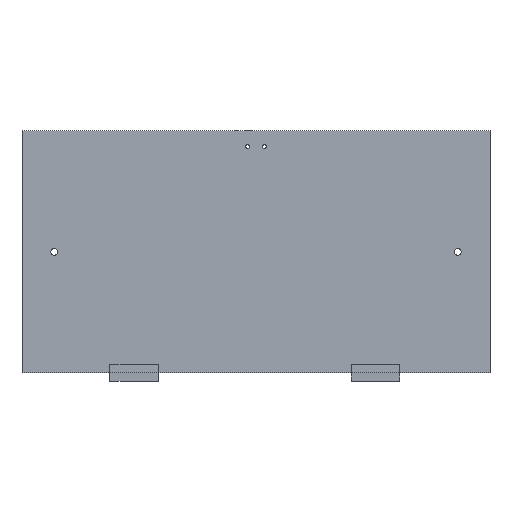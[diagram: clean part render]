
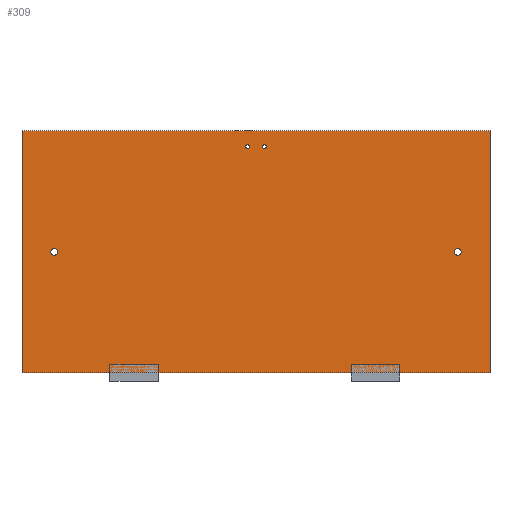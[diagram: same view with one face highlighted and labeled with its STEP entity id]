
A CAD part, top view. The second image highlights one B-rep face of the part: STEP entity #309.
In plain terms, the highlighted planar face has unit normal (0, 0, 1).
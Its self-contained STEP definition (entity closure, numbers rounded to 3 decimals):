
#11 = CARTESIAN_POINT ( 'NONE',  ( -127.1, 0., 5. ) ) ;
#14 = CARTESIAN_POINT ( 'NONE',  ( -5.15, 65.2, 5. ) ) ;
#20 = CARTESIAN_POINT ( 'NONE',  ( -3.9, 65.2, 5. ) ) ;
#22 = CIRCLE ( 'NONE', #807, 1.25 ) ;
#29 = ORIENTED_EDGE ( 'NONE', *, *, #74, .F. ) ;
#32 = EDGE_LOOP ( 'NONE', ( #750, #602 ) ) ;
#39 = FACE_BOUND ( 'NONE', #32, .T. ) ;
#40 = VERTEX_POINT ( 'NONE', #366 ) ;
#41 = DIRECTION ( 'NONE',  ( 1., 0., 0. ) ) ;
#47 = AXIS2_PLACEMENT_3D ( 'NONE', #14, #195, #458 ) ;
#50 = DIRECTION ( 'NONE',  ( -1., 0., 0. ) ) ;
#53 = CIRCLE ( 'NONE', #174, 2.1 ) ;
#58 = DIRECTION ( 'NONE',  ( 0., 0., 1. ) ) ;
#61 = CIRCLE ( 'NONE', #47, 1.25 ) ;
#65 = EDGE_CURVE ( 'NONE', #227, #766, #677, .T. ) ;
#69 = AXIS2_PLACEMENT_3D ( 'NONE', #705, #383, #639 ) ;
#70 = DIRECTION ( 'NONE',  ( 1., 0., 0. ) ) ;
#72 = VECTOR ( 'NONE', #50, 1000. ) ;
#73 = CARTESIAN_POINT ( 'NONE',  ( -145., 75., 5. ) ) ;
#74 = EDGE_CURVE ( 'NONE', #766, #227, #164, .T. ) ;
#76 = CARTESIAN_POINT ( 'NONE',  ( 6.4, 65.2, 5. ) ) ;
#79 = VERTEX_POINT ( 'NONE', #312 ) ;
#82 = ORIENTED_EDGE ( 'NONE', *, *, #304, .T. ) ;
#93 = DIRECTION ( 'NONE',  ( 1., 0., 0. ) ) ;
#96 = LINE ( 'NONE', #490, #577 ) ;
#98 = EDGE_CURVE ( 'NONE', #741, #499, #22, .T. ) ;
#100 = ORIENTED_EDGE ( 'NONE', *, *, #299, .T. ) ;
#101 = DIRECTION ( 'NONE',  ( 1., 0., 0. ) ) ;
#103 = VERTEX_POINT ( 'NONE', #691 ) ;
#104 = CARTESIAN_POINT ( 'NONE',  ( -125., 0., 5. ) ) ;
#119 = ORIENTED_EDGE ( 'NONE', *, *, #648, .F. ) ;
#129 = VECTOR ( 'NONE', #281, 1000. ) ;
#139 = EDGE_LOOP ( 'NONE', ( #553, #150 ) ) ;
#143 = CARTESIAN_POINT ( 'NONE',  ( -6.4, 65.2, 5. ) ) ;
#150 = ORIENTED_EDGE ( 'NONE', *, *, #251, .F. ) ;
#151 = VERTEX_POINT ( 'NONE', #176 ) ;
#164 = CIRCLE ( 'NONE', #198, 2.1 ) ;
#174 = AXIS2_PLACEMENT_3D ( 'NONE', #208, #540, #718 ) ;
#176 = CARTESIAN_POINT ( 'NONE',  ( 145., -75., 5. ) ) ;
#195 = DIRECTION ( 'NONE',  ( 0., 0., 1. ) ) ;
#198 = AXIS2_PLACEMENT_3D ( 'NONE', #233, #58, #767 ) ;
#200 = LINE ( 'NONE', #601, #129 ) ;
#208 = CARTESIAN_POINT ( 'NONE',  ( 125., 0., 5. ) ) ;
#213 = CARTESIAN_POINT ( 'NONE',  ( -145., -75., 5. ) ) ;
#227 = VERTEX_POINT ( 'NONE', #11 ) ;
#229 = EDGE_LOOP ( 'NONE', ( #400, #100, #82, #374 ) ) ;
#233 = CARTESIAN_POINT ( 'NONE',  ( -125., 0., 5. ) ) ;
#251 = EDGE_CURVE ( 'NONE', #499, #741, #61, .T. ) ;
#276 = DIRECTION ( 'NONE',  ( 0., 0., 1. ) ) ;
#280 = DIRECTION ( 'NONE',  ( 1., 0., 0. ) ) ;
#281 = DIRECTION ( 'NONE',  ( 0., 1., 0. ) ) ;
#294 = CARTESIAN_POINT ( 'NONE',  ( -5.15, 65.2, 5. ) ) ;
#299 = EDGE_CURVE ( 'NONE', #349, #483, #690, .T. ) ;
#303 = DIRECTION ( 'NONE',  ( 0., 0., 1. ) ) ;
#304 = EDGE_CURVE ( 'NONE', #483, #40, #96, .T. ) ;
#307 = EDGE_LOOP ( 'NONE', ( #344, #119 ) ) ;
#309 = ADVANCED_FACE ( 'NONE', ( #39, #547, #674, #815, #559 ), #555, .T. ) ;
#312 = CARTESIAN_POINT ( 'NONE',  ( 122.9, 0., 5. ) ) ;
#344 = ORIENTED_EDGE ( 'NONE', *, *, #672, .F. ) ;
#349 = VERTEX_POINT ( 'NONE', #387 ) ;
#352 = EDGE_LOOP ( 'NONE', ( #687, #29 ) ) ;
#354 = AXIS2_PLACEMENT_3D ( 'NONE', #821, #480, #93 ) ;
#366 = CARTESIAN_POINT ( 'NONE',  ( -145., -75., 5. ) ) ;
#374 = ORIENTED_EDGE ( 'NONE', *, *, #519, .T. ) ;
#383 = DIRECTION ( 'NONE',  ( 0., 0., 1. ) ) ;
#387 = CARTESIAN_POINT ( 'NONE',  ( 145., 75., 5. ) ) ;
#400 = ORIENTED_EDGE ( 'NONE', *, *, #822, .T. ) ;
#426 = DIRECTION ( 'NONE',  ( 0., -1., 0. ) ) ;
#429 = CIRCLE ( 'NONE', #670, 1.25 ) ;
#430 = DIRECTION ( 'NONE',  ( 0., 0., 1. ) ) ;
#458 = DIRECTION ( 'NONE',  ( 1., 0., 0. ) ) ;
#468 = VECTOR ( 'NONE', #280, 1000. ) ;
#469 = AXIS2_PLACEMENT_3D ( 'NONE', #663, #276, #475 ) ;
#475 = DIRECTION ( 'NONE',  ( 1., 0., 0. ) ) ;
#480 = DIRECTION ( 'NONE',  ( 0., 0., 1. ) ) ;
#483 = VERTEX_POINT ( 'NONE', #73 ) ;
#490 = CARTESIAN_POINT ( 'NONE',  ( -145., 75., 5. ) ) ;
#499 = VERTEX_POINT ( 'NONE', #143 ) ;
#501 = VERTEX_POINT ( 'NONE', #76 ) ;
#519 = EDGE_CURVE ( 'NONE', #40, #151, #529, .T. ) ;
#528 = VERTEX_POINT ( 'NONE', #794 ) ;
#529 = LINE ( 'NONE', #213, #468 ) ;
#540 = DIRECTION ( 'NONE',  ( 0., 0., 1. ) ) ;
#547 = FACE_BOUND ( 'NONE', #352, .T. ) ;
#553 = ORIENTED_EDGE ( 'NONE', *, *, #98, .F. ) ;
#555 = PLANE ( 'NONE',  #354 ) ;
#559 = FACE_OUTER_BOUND ( 'NONE', #229, .T. ) ;
#564 = AXIS2_PLACEMENT_3D ( 'NONE', #104, #303, #101 ) ;
#577 = VECTOR ( 'NONE', #426, 1000. ) ;
#601 = CARTESIAN_POINT ( 'NONE',  ( 145., 75., 5. ) ) ;
#602 = ORIENTED_EDGE ( 'NONE', *, *, #800, .F. ) ;
#614 = CARTESIAN_POINT ( 'NONE',  ( -145., 75., 5. ) ) ;
#615 = CIRCLE ( 'NONE', #469, 2.1 ) ;
#639 = DIRECTION ( 'NONE',  ( 1., 0., 0. ) ) ;
#648 = EDGE_CURVE ( 'NONE', #103, #501, #429, .T. ) ;
#663 = CARTESIAN_POINT ( 'NONE',  ( 125., 0., 5. ) ) ;
#670 = AXIS2_PLACEMENT_3D ( 'NONE', #709, #765, #70 ) ;
#672 = EDGE_CURVE ( 'NONE', #501, #103, #752, .T. ) ;
#674 = FACE_BOUND ( 'NONE', #139, .T. ) ;
#677 = CIRCLE ( 'NONE', #564, 2.1 ) ;
#687 = ORIENTED_EDGE ( 'NONE', *, *, #65, .F. ) ;
#690 = LINE ( 'NONE', #614, #72 ) ;
#691 = CARTESIAN_POINT ( 'NONE',  ( 3.9, 65.2, 5. ) ) ;
#698 = EDGE_CURVE ( 'NONE', #79, #528, #53, .T. ) ;
#705 = CARTESIAN_POINT ( 'NONE',  ( 5.15, 65.2, 5. ) ) ;
#709 = CARTESIAN_POINT ( 'NONE',  ( 5.15, 65.2, 5. ) ) ;
#718 = DIRECTION ( 'NONE',  ( 1., 0., 0. ) ) ;
#741 = VERTEX_POINT ( 'NONE', #20 ) ;
#750 = ORIENTED_EDGE ( 'NONE', *, *, #698, .F. ) ;
#752 = CIRCLE ( 'NONE', #69, 1.25 ) ;
#765 = DIRECTION ( 'NONE',  ( 0., 0., 1. ) ) ;
#766 = VERTEX_POINT ( 'NONE', #799 ) ;
#767 = DIRECTION ( 'NONE',  ( 1., 0., 0. ) ) ;
#794 = CARTESIAN_POINT ( 'NONE',  ( 127.1, 0., 5. ) ) ;
#799 = CARTESIAN_POINT ( 'NONE',  ( -122.9, 0., 5. ) ) ;
#800 = EDGE_CURVE ( 'NONE', #528, #79, #615, .T. ) ;
#807 = AXIS2_PLACEMENT_3D ( 'NONE', #294, #430, #41 ) ;
#815 = FACE_BOUND ( 'NONE', #307, .T. ) ;
#821 = CARTESIAN_POINT ( 'NONE',  ( 0., 0., 5. ) ) ;
#822 = EDGE_CURVE ( 'NONE', #151, #349, #200, .T. ) ;
